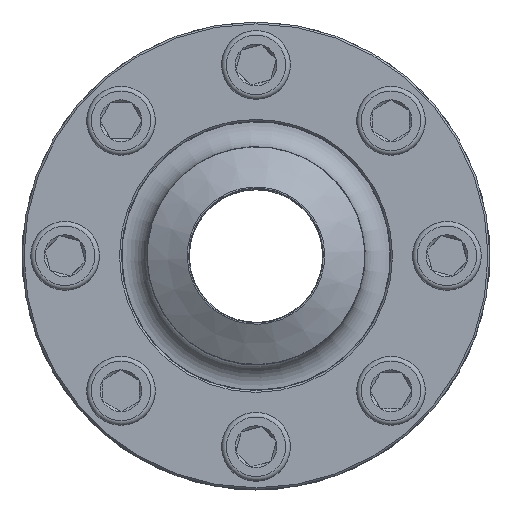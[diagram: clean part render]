
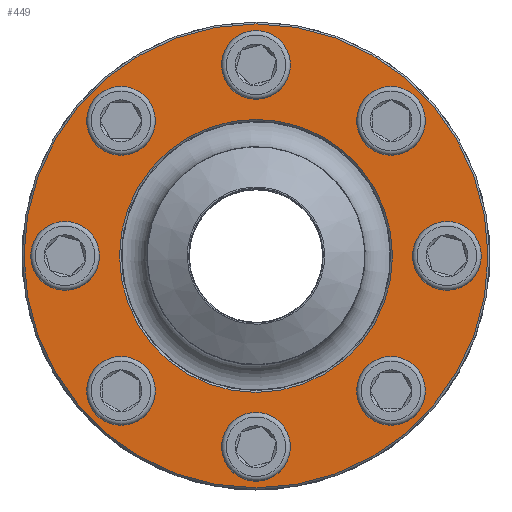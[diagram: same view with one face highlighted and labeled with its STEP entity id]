
A CAD part, top view. The second image highlights one B-rep face of the part: STEP entity #449.
In plain terms, the highlighted planar face has unit normal (0, 0, 1).
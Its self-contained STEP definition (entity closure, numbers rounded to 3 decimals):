
#419=PLANE('',#1778);
#449=ADVANCED_FACE('',(#596,#597,#598,#599,#600,#601,#602,#603,#604,#605),
#419,.T.);
#596=FACE_BOUND('',#777,.T.);
#597=FACE_BOUND('',#778,.T.);
#598=FACE_BOUND('',#779,.T.);
#599=FACE_BOUND('',#780,.T.);
#600=FACE_BOUND('',#781,.T.);
#601=FACE_BOUND('',#782,.T.);
#602=FACE_BOUND('',#783,.T.);
#603=FACE_BOUND('',#784,.T.);
#604=FACE_BOUND('',#785,.T.);
#605=FACE_BOUND('',#786,.T.);
#777=EDGE_LOOP('',(#989));
#778=EDGE_LOOP('',(#990));
#779=EDGE_LOOP('',(#991));
#780=EDGE_LOOP('',(#992));
#781=EDGE_LOOP('',(#993));
#782=EDGE_LOOP('',(#994));
#783=EDGE_LOOP('',(#995));
#784=EDGE_LOOP('',(#996));
#785=EDGE_LOOP('',(#997));
#786=EDGE_LOOP('',(#998));
#989=ORIENTED_EDGE('',*,*,#1474,.T.);
#990=ORIENTED_EDGE('',*,*,#1475,.T.);
#991=ORIENTED_EDGE('',*,*,#1476,.T.);
#992=ORIENTED_EDGE('',*,*,#1477,.T.);
#993=ORIENTED_EDGE('',*,*,#1478,.T.);
#994=ORIENTED_EDGE('',*,*,#1479,.T.);
#995=ORIENTED_EDGE('',*,*,#1480,.T.);
#996=ORIENTED_EDGE('',*,*,#1481,.T.);
#997=ORIENTED_EDGE('',*,*,#1482,.T.);
#998=ORIENTED_EDGE('',*,*,#1483,.T.);
#1337=VERTEX_POINT('',#2566);
#1338=VERTEX_POINT('',#2568);
#1339=VERTEX_POINT('',#2570);
#1340=VERTEX_POINT('',#2572);
#1341=VERTEX_POINT('',#2574);
#1342=VERTEX_POINT('',#2576);
#1343=VERTEX_POINT('',#2578);
#1344=VERTEX_POINT('',#2580);
#1345=VERTEX_POINT('',#2582);
#1346=VERTEX_POINT('',#2584);
#1474=EDGE_CURVE('',#1337,#1337,#1648,.T.);
#1475=EDGE_CURVE('',#1338,#1338,#1649,.T.);
#1476=EDGE_CURVE('',#1339,#1339,#1650,.T.);
#1477=EDGE_CURVE('',#1340,#1340,#1651,.T.);
#1478=EDGE_CURVE('',#1341,#1341,#1652,.T.);
#1479=EDGE_CURVE('',#1342,#1342,#1653,.T.);
#1480=EDGE_CURVE('',#1343,#1343,#1654,.T.);
#1481=EDGE_CURVE('',#1344,#1344,#1655,.T.);
#1482=EDGE_CURVE('',#1345,#1345,#1656,.T.);
#1483=EDGE_CURVE('',#1346,#1346,#1657,.T.);
#1648=CIRCLE('',#1768,13.5);
#1649=CIRCLE('',#1769,13.5);
#1650=CIRCLE('',#1770,13.5);
#1651=CIRCLE('',#1771,13.5);
#1652=CIRCLE('',#1772,13.5);
#1653=CIRCLE('',#1773,13.5);
#1654=CIRCLE('',#1774,13.5);
#1655=CIRCLE('',#1775,13.5);
#1656=CIRCLE('',#1776,121.5);
#1657=CIRCLE('',#1777,71.5);
#1768=AXIS2_PLACEMENT_3D('',#2565,#2031,#2032);
#1769=AXIS2_PLACEMENT_3D('',#2567,#2033,#2034);
#1770=AXIS2_PLACEMENT_3D('',#2569,#2035,#2036);
#1771=AXIS2_PLACEMENT_3D('',#2571,#2037,#2038);
#1772=AXIS2_PLACEMENT_3D('',#2573,#2039,#2040);
#1773=AXIS2_PLACEMENT_3D('',#2575,#2041,#2042);
#1774=AXIS2_PLACEMENT_3D('',#2577,#2043,#2044);
#1775=AXIS2_PLACEMENT_3D('',#2579,#2045,#2046);
#1776=AXIS2_PLACEMENT_3D('',#2581,#2047,#2048);
#1777=AXIS2_PLACEMENT_3D('',#2583,#2049,#2050);
#1778=AXIS2_PLACEMENT_3D('',#2585,#2051,#2052);
#2031=DIRECTION('',(0.,0.,-1.));
#2032=DIRECTION('',(1.,0.,0.));
#2033=DIRECTION('',(0.,0.,-1.));
#2034=DIRECTION('',(1.,0.,0.));
#2035=DIRECTION('',(0.,0.,-1.));
#2036=DIRECTION('',(1.,0.,0.));
#2037=DIRECTION('',(0.,0.,-1.));
#2038=DIRECTION('',(1.,0.,0.));
#2039=DIRECTION('',(0.,0.,-1.));
#2040=DIRECTION('',(1.,0.,0.));
#2041=DIRECTION('',(0.,0.,-1.));
#2042=DIRECTION('',(1.,0.,0.));
#2043=DIRECTION('',(0.,0.,-1.));
#2044=DIRECTION('',(1.,0.,0.));
#2045=DIRECTION('',(0.,0.,-1.));
#2046=DIRECTION('',(1.,0.,0.));
#2047=DIRECTION('',(0.,0.,1.));
#2048=DIRECTION('',(1.,0.,0.));
#2049=DIRECTION('',(0.,0.,-1.));
#2050=DIRECTION('',(1.,0.,0.));
#2051=DIRECTION('',(0.,0.,1.));
#2052=DIRECTION('',(1.,0.,0.));
#2565=CARTESIAN_POINT('',(-100.,0.,68.));
#2566=CARTESIAN_POINT('',(-86.5,0.,68.));
#2567=CARTESIAN_POINT('',(-70.711,70.711,68.));
#2568=CARTESIAN_POINT('',(-57.211,70.711,68.));
#2569=CARTESIAN_POINT('',(0.,100.,68.));
#2570=CARTESIAN_POINT('',(13.5,100.,68.));
#2571=CARTESIAN_POINT('',(70.711,70.711,68.));
#2572=CARTESIAN_POINT('',(84.211,70.711,68.));
#2573=CARTESIAN_POINT('',(100.,0.,68.));
#2574=CARTESIAN_POINT('',(113.5,0.,68.));
#2575=CARTESIAN_POINT('',(70.711,-70.711,68.));
#2576=CARTESIAN_POINT('',(84.211,-70.711,68.));
#2577=CARTESIAN_POINT('',(0.,-100.,68.));
#2578=CARTESIAN_POINT('',(13.5,-100.,68.));
#2579=CARTESIAN_POINT('',(-70.711,-70.711,68.));
#2580=CARTESIAN_POINT('',(-57.211,-70.711,68.));
#2581=CARTESIAN_POINT('',(0.,0.,68.));
#2582=CARTESIAN_POINT('',(121.5,0.,68.));
#2583=CARTESIAN_POINT('',(0.,0.,68.));
#2584=CARTESIAN_POINT('',(71.5,0.,68.));
#2585=CARTESIAN_POINT('',(0.,0.,68.));
